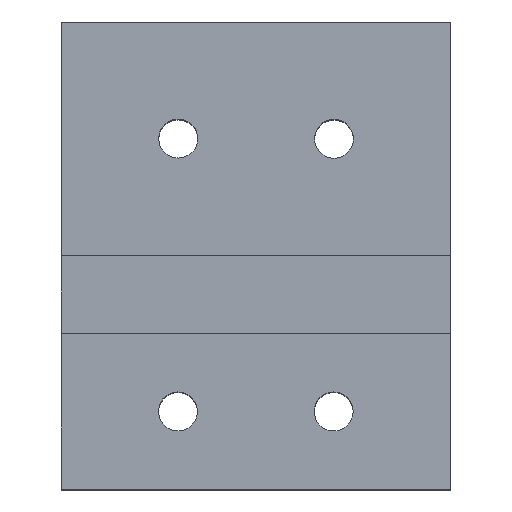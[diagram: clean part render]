
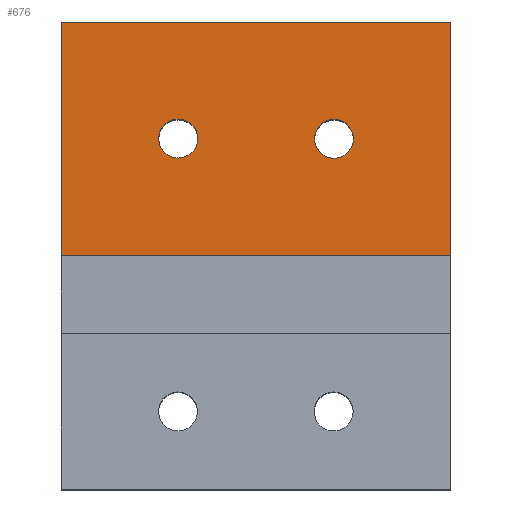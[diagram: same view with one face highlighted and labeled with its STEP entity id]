
A CAD part, top view. The second image highlights one B-rep face of the part: STEP entity #676.
In plain terms, the highlighted planar face has unit normal (0, 0, 1).
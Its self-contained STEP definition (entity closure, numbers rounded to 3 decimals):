
#27=FACE_BOUND('',#127,.T.);
#28=FACE_BOUND('',#128,.T.);
#46=PLANE('',#749);
#80=FACE_OUTER_BOUND('',#126,.T.);
#126=EDGE_LOOP('',(#567,#568,#569,#570,#571));
#127=EDGE_LOOP('',(#572));
#128=EDGE_LOOP('',(#573));
#192=LINE('',#1078,#268);
#193=LINE('',#1080,#269);
#194=LINE('',#1082,#270);
#195=LINE('',#1084,#271);
#196=LINE('',#1085,#272);
#268=VECTOR('',#893,10.);
#269=VECTOR('',#894,10.);
#270=VECTOR('',#895,10.);
#271=VECTOR('',#896,10.);
#272=VECTOR('',#897,10.);
#302=CIRCLE('',#733,1.25);
#306=CIRCLE('',#739,1.25);
#338=VERTEX_POINT('',#1023);
#342=VERTEX_POINT('',#1035);
#355=VERTEX_POINT('',#1076);
#356=VERTEX_POINT('',#1077);
#357=VERTEX_POINT('',#1079);
#358=VERTEX_POINT('',#1081);
#359=VERTEX_POINT('',#1083);
#411=EDGE_CURVE('',#338,#338,#302,.T.);
#417=EDGE_CURVE('',#342,#342,#306,.T.);
#436=EDGE_CURVE('',#355,#356,#192,.T.);
#437=EDGE_CURVE('',#355,#357,#193,.T.);
#438=EDGE_CURVE('',#357,#358,#194,.T.);
#439=EDGE_CURVE('',#359,#358,#195,.T.);
#440=EDGE_CURVE('',#356,#359,#196,.T.);
#567=ORIENTED_EDGE('',*,*,#436,.F.);
#568=ORIENTED_EDGE('',*,*,#437,.T.);
#569=ORIENTED_EDGE('',*,*,#438,.T.);
#570=ORIENTED_EDGE('',*,*,#439,.F.);
#571=ORIENTED_EDGE('',*,*,#440,.F.);
#572=ORIENTED_EDGE('',*,*,#411,.T.);
#573=ORIENTED_EDGE('',*,*,#417,.T.);
#676=ADVANCED_FACE('',(#80,#27,#28),#46,.T.);
#733=AXIS2_PLACEMENT_3D('',#1025,#841,#842);
#739=AXIS2_PLACEMENT_3D('',#1037,#855,#856);
#749=AXIS2_PLACEMENT_3D('',#1075,#891,#892);
#841=DIRECTION('center_axis',(0.,0.,-1.));
#842=DIRECTION('ref_axis',(-1.,0.,0.));
#855=DIRECTION('center_axis',(0.,0.,-1.));
#856=DIRECTION('ref_axis',(-1.,0.,0.));
#891=DIRECTION('center_axis',(0.,0.,1.));
#892=DIRECTION('ref_axis',(1.,0.,0.));
#893=DIRECTION('',(-1.,0.,0.));
#894=DIRECTION('',(1.,0.,0.));
#895=DIRECTION('',(0.,1.,0.));
#896=DIRECTION('',(1.,0.,0.));
#897=DIRECTION('',(0.,1.,0.));
#1023=CARTESIAN_POINT('',(6.268,12.5,15.8));
#1025=CARTESIAN_POINT('Origin',(5.018,12.5,15.8));
#1035=CARTESIAN_POINT('',(-3.732,12.514,15.8));
#1037=CARTESIAN_POINT('Origin',(-4.982,12.514,15.8));
#1075=CARTESIAN_POINT('Origin',(-12.472,5.,15.8));
#1076=CARTESIAN_POINT('',(12.5,5.,15.8));
#1077=CARTESIAN_POINT('',(-12.472,5.,15.8));
#1078=CARTESIAN_POINT('',(-6.236,5.,15.8));
#1079=CARTESIAN_POINT('',(12.528,5.,15.8));
#1080=CARTESIAN_POINT('',(-12.472,5.,15.8));
#1081=CARTESIAN_POINT('',(12.528,20.,15.8));
#1082=CARTESIAN_POINT('',(12.528,5.,15.8));
#1083=CARTESIAN_POINT('',(-12.472,20.,15.8));
#1084=CARTESIAN_POINT('',(-12.472,20.,15.8));
#1085=CARTESIAN_POINT('',(-12.472,5.,15.8));
